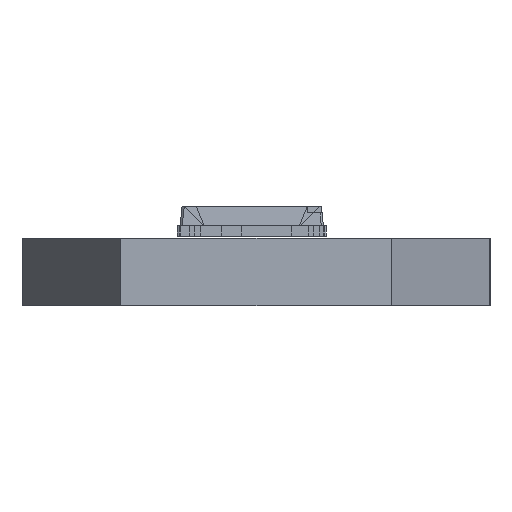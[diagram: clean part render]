
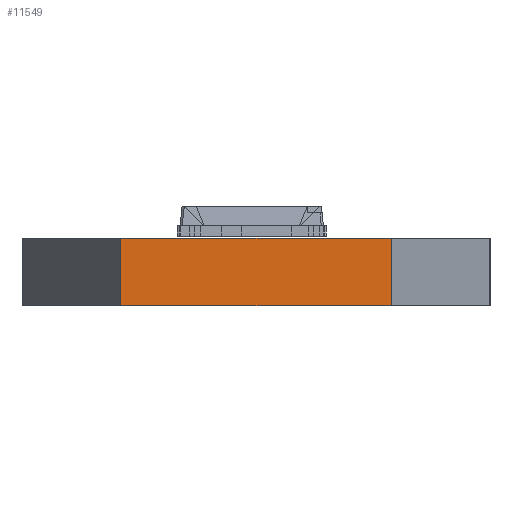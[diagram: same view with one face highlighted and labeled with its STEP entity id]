
A CAD part, left-side view. The second image highlights one B-rep face of the part: STEP entity #11549.
In plain terms, the highlighted planar face has unit normal (-1, 0, 0).
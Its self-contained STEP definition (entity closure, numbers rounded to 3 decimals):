
#9541 = PLANE('',#9542);
#9542 = AXIS2_PLACEMENT_3D('',#9543,#9544,#9545);
#9543 = CARTESIAN_POINT('',(198.,-33.,1.58));
#9544 = DIRECTION('',(-0.,-0.,-1.));
#9545 = DIRECTION('',(-1.,0.,0.));
#9595 = PLANE('',#9596);
#9596 = AXIS2_PLACEMENT_3D('',#9597,#9598,#9599);
#9597 = CARTESIAN_POINT('',(198.,-33.,0.));
#9598 = DIRECTION('',(-0.,-0.,-1.));
#9599 = DIRECTION('',(-1.,0.,0.));
#9788 = VERTEX_POINT('',#9789);
#9789 = CARTESIAN_POINT('',(13.,-36.18,0.));
#9803 = PLANE('',#9804);
#9804 = AXIS2_PLACEMENT_3D('',#9805,#9806,#9807);
#9805 = CARTESIAN_POINT('',(17.,-38.5,0.));
#9806 = DIRECTION('',(-0.502,-0.865,0.));
#9807 = DIRECTION('',(-0.865,0.502,0.));
#9815 = EDGE_CURVE('',#9788,#9816,#9818,.T.);
#9816 = VERTEX_POINT('',#9817);
#9817 = CARTESIAN_POINT('',(13.,-29.82,0.));
#9818 = SURFACE_CURVE('',#9819,(#9823,#9830),.PCURVE_S1.);
#9819 = LINE('',#9820,#9821);
#9820 = CARTESIAN_POINT('',(13.,-36.18,0.));
#9821 = VECTOR('',#9822,1.);
#9822 = DIRECTION('',(0.,1.,0.));
#9823 = PCURVE('',#9595,#9824);
#9824 = DEFINITIONAL_REPRESENTATION('',(#9825),#9829);
#9825 = LINE('',#9826,#9827);
#9826 = CARTESIAN_POINT('',(185.,-3.18));
#9827 = VECTOR('',#9828,1.);
#9828 = DIRECTION('',(0.,1.));
#9829 = ( GEOMETRIC_REPRESENTATION_CONTEXT(2) 
PARAMETRIC_REPRESENTATION_CONTEXT() REPRESENTATION_CONTEXT('2D SPACE',''
  ) );
#9830 = PCURVE('',#9831,#9836);
#9831 = PLANE('',#9832);
#9832 = AXIS2_PLACEMENT_3D('',#9833,#9834,#9835);
#9833 = CARTESIAN_POINT('',(13.,-36.18,0.));
#9834 = DIRECTION('',(-1.,0.,0.));
#9835 = DIRECTION('',(0.,1.,0.));
#9836 = DEFINITIONAL_REPRESENTATION('',(#9837),#9841);
#9837 = LINE('',#9838,#9839);
#9838 = CARTESIAN_POINT('',(0.,0.));
#9839 = VECTOR('',#9840,1.);
#9840 = DIRECTION('',(1.,0.));
#9841 = ( GEOMETRIC_REPRESENTATION_CONTEXT(2) 
PARAMETRIC_REPRESENTATION_CONTEXT() REPRESENTATION_CONTEXT('2D SPACE',''
  ) );
#9859 = PLANE('',#9860);
#9860 = AXIS2_PLACEMENT_3D('',#9861,#9862,#9863);
#9861 = CARTESIAN_POINT('',(13.,-29.82,0.));
#9862 = DIRECTION('',(-0.502,0.865,0.));
#9863 = DIRECTION('',(0.865,0.502,0.));
#10692 = VERTEX_POINT('',#10693);
#10693 = CARTESIAN_POINT('',(13.,-36.18,1.58));
#10714 = EDGE_CURVE('',#10692,#10715,#10717,.T.);
#10715 = VERTEX_POINT('',#10716);
#10716 = CARTESIAN_POINT('',(13.,-29.82,1.58));
#10717 = SURFACE_CURVE('',#10718,(#10722,#10729),.PCURVE_S1.);
#10718 = LINE('',#10719,#10720);
#10719 = CARTESIAN_POINT('',(13.,-36.18,1.58));
#10720 = VECTOR('',#10721,1.);
#10721 = DIRECTION('',(0.,1.,0.));
#10722 = PCURVE('',#9541,#10723);
#10723 = DEFINITIONAL_REPRESENTATION('',(#10724),#10728);
#10724 = LINE('',#10725,#10726);
#10725 = CARTESIAN_POINT('',(185.,-3.18));
#10726 = VECTOR('',#10727,1.);
#10727 = DIRECTION('',(0.,1.));
#10728 = ( GEOMETRIC_REPRESENTATION_CONTEXT(2) 
PARAMETRIC_REPRESENTATION_CONTEXT() REPRESENTATION_CONTEXT('2D SPACE',''
  ) );
#10729 = PCURVE('',#9831,#10730);
#10730 = DEFINITIONAL_REPRESENTATION('',(#10731),#10735);
#10731 = LINE('',#10732,#10733);
#10732 = CARTESIAN_POINT('',(0.,-1.58));
#10733 = VECTOR('',#10734,1.);
#10734 = DIRECTION('',(1.,0.));
#10735 = ( GEOMETRIC_REPRESENTATION_CONTEXT(2) 
PARAMETRIC_REPRESENTATION_CONTEXT() REPRESENTATION_CONTEXT('2D SPACE',''
  ) );
#11499 = EDGE_CURVE('',#9816,#10715,#11500,.T.);
#11500 = SURFACE_CURVE('',#11501,(#11505,#11512),.PCURVE_S1.);
#11501 = LINE('',#11502,#11503);
#11502 = CARTESIAN_POINT('',(13.,-29.82,0.));
#11503 = VECTOR('',#11504,1.);
#11504 = DIRECTION('',(0.,0.,1.));
#11505 = PCURVE('',#9859,#11506);
#11506 = DEFINITIONAL_REPRESENTATION('',(#11507),#11511);
#11507 = LINE('',#11508,#11509);
#11508 = CARTESIAN_POINT('',(0.,0.));
#11509 = VECTOR('',#11510,1.);
#11510 = DIRECTION('',(0.,-1.));
#11511 = ( GEOMETRIC_REPRESENTATION_CONTEXT(2) 
PARAMETRIC_REPRESENTATION_CONTEXT() REPRESENTATION_CONTEXT('2D SPACE',''
  ) );
#11512 = PCURVE('',#9831,#11513);
#11513 = DEFINITIONAL_REPRESENTATION('',(#11514),#11518);
#11514 = LINE('',#11515,#11516);
#11515 = CARTESIAN_POINT('',(6.36,0.));
#11516 = VECTOR('',#11517,1.);
#11517 = DIRECTION('',(0.,-1.));
#11518 = ( GEOMETRIC_REPRESENTATION_CONTEXT(2) 
PARAMETRIC_REPRESENTATION_CONTEXT() REPRESENTATION_CONTEXT('2D SPACE',''
  ) );
#11528 = EDGE_CURVE('',#9788,#10692,#11529,.T.);
#11529 = SURFACE_CURVE('',#11530,(#11534,#11541),.PCURVE_S1.);
#11530 = LINE('',#11531,#11532);
#11531 = CARTESIAN_POINT('',(13.,-36.18,0.));
#11532 = VECTOR('',#11533,1.);
#11533 = DIRECTION('',(0.,0.,1.));
#11534 = PCURVE('',#9803,#11535);
#11535 = DEFINITIONAL_REPRESENTATION('',(#11536),#11540);
#11536 = LINE('',#11537,#11538);
#11537 = CARTESIAN_POINT('',(4.624,0.));
#11538 = VECTOR('',#11539,1.);
#11539 = DIRECTION('',(0.,-1.));
#11540 = ( GEOMETRIC_REPRESENTATION_CONTEXT(2) 
PARAMETRIC_REPRESENTATION_CONTEXT() REPRESENTATION_CONTEXT('2D SPACE',''
  ) );
#11541 = PCURVE('',#9831,#11542);
#11542 = DEFINITIONAL_REPRESENTATION('',(#11543),#11547);
#11543 = LINE('',#11544,#11545);
#11544 = CARTESIAN_POINT('',(0.,0.));
#11545 = VECTOR('',#11546,1.);
#11546 = DIRECTION('',(0.,-1.));
#11547 = ( GEOMETRIC_REPRESENTATION_CONTEXT(2) 
PARAMETRIC_REPRESENTATION_CONTEXT() REPRESENTATION_CONTEXT('2D SPACE',''
  ) );
#11549 = ADVANCED_FACE('',(#11550),#9831,.T.);
#11550 = FACE_BOUND('',#11551,.T.);
#11551 = EDGE_LOOP('',(#11552,#11553,#11554,#11555));
#11552 = ORIENTED_EDGE('',*,*,#11528,.T.);
#11553 = ORIENTED_EDGE('',*,*,#10714,.T.);
#11554 = ORIENTED_EDGE('',*,*,#11499,.F.);
#11555 = ORIENTED_EDGE('',*,*,#9815,.F.);
